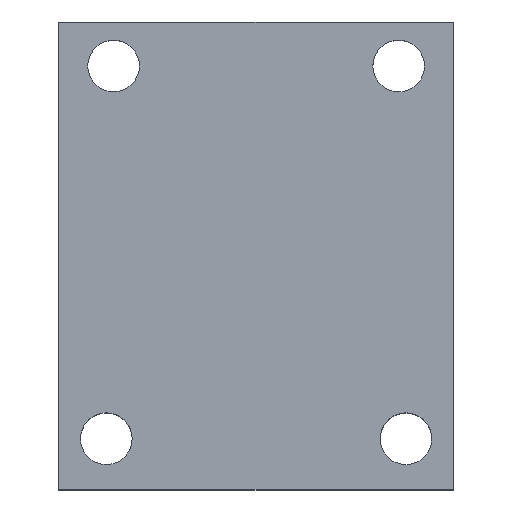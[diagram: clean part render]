
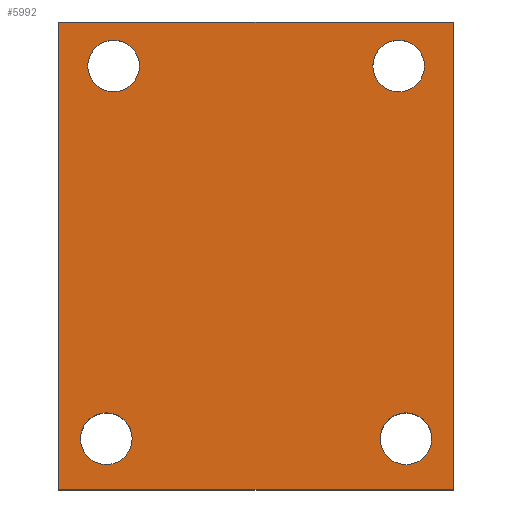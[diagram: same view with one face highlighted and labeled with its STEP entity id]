
A CAD part, top view. The second image highlights one B-rep face of the part: STEP entity #5992.
In plain terms, the highlighted planar face has unit normal (0, 0, 1).
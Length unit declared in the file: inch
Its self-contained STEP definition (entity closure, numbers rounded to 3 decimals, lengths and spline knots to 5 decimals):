
#16=CIRCLE('',#6226,0.1105);
#19=CIRCLE('',#6230,0.1105);
#22=CIRCLE('',#6234,0.1105);
#25=CIRCLE('',#6238,0.1105);
#327=FACE_BOUND('',#986,.T.);
#328=FACE_BOUND('',#987,.T.);
#329=FACE_BOUND('',#988,.T.);
#330=FACE_BOUND('',#989,.T.);
#641=FACE_OUTER_BOUND('',#985,.T.);
#985=EDGE_LOOP('',(#5452,#5453,#5454,#5455));
#986=EDGE_LOOP('',(#5456));
#987=EDGE_LOOP('',(#5457));
#988=EDGE_LOOP('',(#5458));
#989=EDGE_LOOP('',(#5459));
#1633=LINE('',#10360,#2298);
#1647=LINE('',#10463,#2312);
#1650=LINE('',#10469,#2315);
#1653=LINE('',#10474,#2318);
#2298=VECTOR('',#7334,1.688);
#2312=VECTOR('',#7454,2.);
#2315=VECTOR('',#7459,1.688);
#2318=VECTOR('',#7464,2.);
#2854=VERTEX_POINT('',#10358);
#2855=VERTEX_POINT('',#10359);
#2858=VERTEX_POINT('',#10373);
#2861=VERTEX_POINT('',#10381);
#2864=VERTEX_POINT('',#10389);
#2867=VERTEX_POINT('',#10397);
#2891=VERTEX_POINT('',#10462);
#2893=VERTEX_POINT('',#10468);
#3696=EDGE_CURVE('',#2854,#2855,#1633,.T.);
#3700=EDGE_CURVE('',#2858,#2858,#16,.T.);
#3704=EDGE_CURVE('',#2861,#2861,#19,.T.);
#3708=EDGE_CURVE('',#2864,#2864,#22,.T.);
#3712=EDGE_CURVE('',#2867,#2867,#25,.T.);
#3742=EDGE_CURVE('',#2855,#2891,#1647,.T.);
#3745=EDGE_CURVE('',#2891,#2893,#1650,.T.);
#3748=EDGE_CURVE('',#2893,#2854,#1653,.T.);
#5452=ORIENTED_EDGE('',*,*,#3742,.F.);
#5453=ORIENTED_EDGE('',*,*,#3696,.F.);
#5454=ORIENTED_EDGE('',*,*,#3748,.F.);
#5455=ORIENTED_EDGE('',*,*,#3745,.F.);
#5456=ORIENTED_EDGE('',*,*,#3700,.T.);
#5457=ORIENTED_EDGE('',*,*,#3704,.T.);
#5458=ORIENTED_EDGE('',*,*,#3708,.T.);
#5459=ORIENTED_EDGE('',*,*,#3712,.T.);
#5681=PLANE('',#6276);
#5992=ADVANCED_FACE('',(#641,#327,#328,#329,#330),#5681,.T.);
#6226=AXIS2_PLACEMENT_3D('',#10374,#7352,#7353);
#6230=AXIS2_PLACEMENT_3D('',#10382,#7361,#7362);
#6234=AXIS2_PLACEMENT_3D('',#10390,#7370,#7371);
#6238=AXIS2_PLACEMENT_3D('',#10398,#7379,#7380);
#6276=AXIS2_PLACEMENT_3D('',#10478,#7470,#7471);
#7334=DIRECTION('',(-1.,0.,0.));
#7352=DIRECTION('center_axis',(0.,0.,-1.));
#7353=DIRECTION('ref_axis',(1.,0.,0.));
#7361=DIRECTION('center_axis',(0.,0.,-1.));
#7362=DIRECTION('ref_axis',(1.,0.,0.));
#7370=DIRECTION('center_axis',(0.,0.,-1.));
#7371=DIRECTION('ref_axis',(1.,0.,0.));
#7379=DIRECTION('center_axis',(0.,0.,-1.));
#7380=DIRECTION('ref_axis',(1.,0.,0.));
#7454=DIRECTION('',(0.,1.,0.));
#7459=DIRECTION('',(1.,0.,0.));
#7464=DIRECTION('',(0.,-1.,0.));
#7470=DIRECTION('center_axis',(0.,0.,1.));
#7471=DIRECTION('ref_axis',(1.,0.,0.));
#10358=CARTESIAN_POINT('',(1.688,0.,0.75));
#10359=CARTESIAN_POINT('',(0.,0.,0.75));
#10360=CARTESIAN_POINT('',(1.688,0.,0.75));
#10373=CARTESIAN_POINT('',(0.1245,1.812,0.75));
#10374=CARTESIAN_POINT('Origin',(0.235,1.812,0.75));
#10381=CARTESIAN_POINT('',(1.3435,1.812,0.75));
#10382=CARTESIAN_POINT('Origin',(1.454,1.812,0.75));
#10389=CARTESIAN_POINT('',(1.3745,0.218,0.75));
#10390=CARTESIAN_POINT('Origin',(1.485,0.218,0.75));
#10397=CARTESIAN_POINT('',(0.0935,0.218,0.75));
#10398=CARTESIAN_POINT('Origin',(0.204,0.218,0.75));
#10462=CARTESIAN_POINT('',(0.,2.,0.75));
#10463=CARTESIAN_POINT('',(0.,0.,0.75));
#10468=CARTESIAN_POINT('',(1.688,2.,0.75));
#10469=CARTESIAN_POINT('',(0.,2.,0.75));
#10474=CARTESIAN_POINT('',(1.688,2.,0.75));
#10478=CARTESIAN_POINT('Origin',(0.844,1.,0.75));
